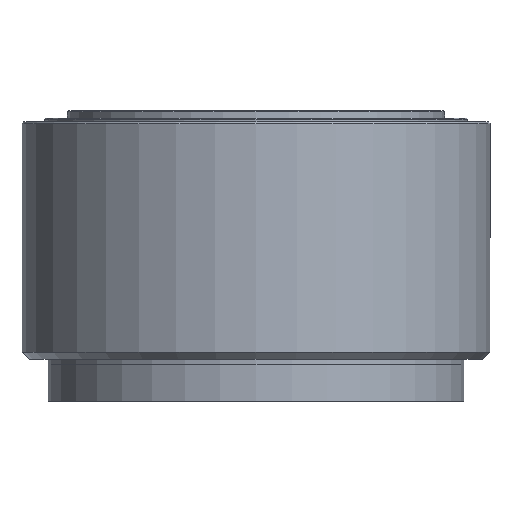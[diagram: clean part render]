
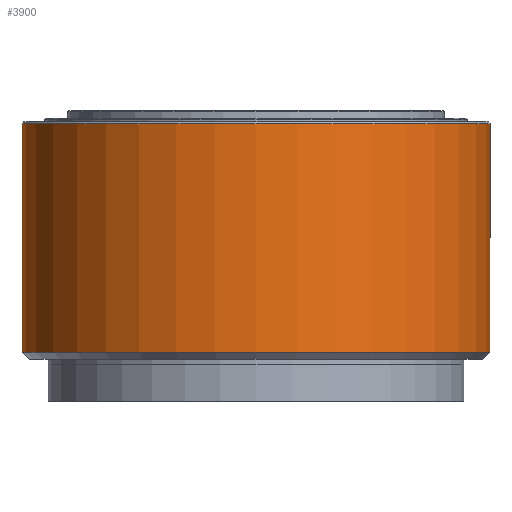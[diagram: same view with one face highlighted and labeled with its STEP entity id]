
A CAD part, front view. The second image highlights one B-rep face of the part: STEP entity #3900.
In plain terms, the highlighted cylindrical face has radius 129 mm (diameter 258 mm), a partial arc.
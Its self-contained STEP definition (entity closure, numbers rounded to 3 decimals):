
#42 = CARTESIAN_POINT ( 'NONE',  ( 129., 0., 27. ) ) ;
#506 = CARTESIAN_POINT ( 'NONE',  ( -129., 0., 27. ) ) ;
#1383 = AXIS2_PLACEMENT_3D ( 'NONE', #1390, #1389, #1388 ) ;
#1384 = CIRCLE ( 'NONE', #1383, 129. ) ;
#1388 = DIRECTION ( 'NONE',  ( 1., 0., 0. ) ) ;
#1389 = DIRECTION ( 'NONE',  ( 0., 0., -1. ) ) ;
#1390 = CARTESIAN_POINT ( 'NONE',  ( 0., 0., 153. ) ) ;
#2374 = CARTESIAN_POINT ( 'NONE',  ( 0., 0., 27. ) ) ;
#2375 = AXIS2_PLACEMENT_3D ( 'NONE', #2374, #2390, #2389 ) ;
#2389 = DIRECTION ( 'NONE',  ( -1., 0., 0. ) ) ;
#2390 = DIRECTION ( 'NONE',  ( 0., 0., -1. ) ) ;
#2391 = CIRCLE ( 'NONE', #2375, 129. ) ;
#2518 = EDGE_CURVE ( 'NONE', #4238, #4237, #1384, .T. ) ;
#2768 = CARTESIAN_POINT ( 'NONE',  ( 0., 0., -8. ) ) ;
#2769 = CYLINDRICAL_SURFACE ( 'NONE', #2786, 129. ) ;
#2781 = DIRECTION ( 'NONE',  ( 0., 0., -1. ) ) ;
#2782 = DIRECTION ( 'NONE',  ( -1., 0., 0. ) ) ;
#2786 = AXIS2_PLACEMENT_3D ( 'NONE', #2768, #2781, #2782 ) ;
#2796 = FACE_OUTER_BOUND ( 'NONE', #3818, .T. ) ;
#3664 = CARTESIAN_POINT ( 'NONE',  ( -129., 0., 153. ) ) ;
#3679 = CARTESIAN_POINT ( 'NONE',  ( 129., 0., 153. ) ) ;
#3680 = CARTESIAN_POINT ( 'NONE',  ( -129., 0., -8. ) ) ;
#3681 = LINE ( 'NONE', #3680, #3699 ) ;
#3698 = DIRECTION ( 'NONE',  ( 0., 0., -1. ) ) ;
#3699 = VECTOR ( 'NONE', #3698, 1000. ) ;
#3702 = LINE ( 'NONE', #3733, #3727 ) ;
#3726 = DIRECTION ( 'NONE',  ( 0., 0., -1. ) ) ;
#3727 = VECTOR ( 'NONE', #3726, 1000. ) ;
#3733 = CARTESIAN_POINT ( 'NONE',  ( 129., 0., -8. ) ) ;
#3805 = EDGE_CURVE ( 'NONE', #4311, #4304, #2391, .T. ) ;
#3806 = ORIENTED_EDGE ( 'NONE', *, *, #3805, .F. ) ;
#3818 = EDGE_LOOP ( 'NONE', ( #3899, #3828, #3829, #3806 ) ) ;
#3828 = ORIENTED_EDGE ( 'NONE', *, *, #2518, .T. ) ;
#3829 = ORIENTED_EDGE ( 'NONE', *, *, #4217, .T. ) ;
#3899 = ORIENTED_EDGE ( 'NONE', *, *, #4285, .F. ) ;
#3900 = ADVANCED_FACE ( 'NONE', ( #2796 ), #2769, .T. ) ;
#4217 = EDGE_CURVE ( 'NONE', #4237, #4304, #3681, .T. ) ;
#4237 = VERTEX_POINT ( 'NONE', #3664 ) ;
#4238 = VERTEX_POINT ( 'NONE', #3679 ) ;
#4285 = EDGE_CURVE ( 'NONE', #4238, #4311, #3702, .T. ) ;
#4304 = VERTEX_POINT ( 'NONE', #506 ) ;
#4311 = VERTEX_POINT ( 'NONE', #42 ) ;
